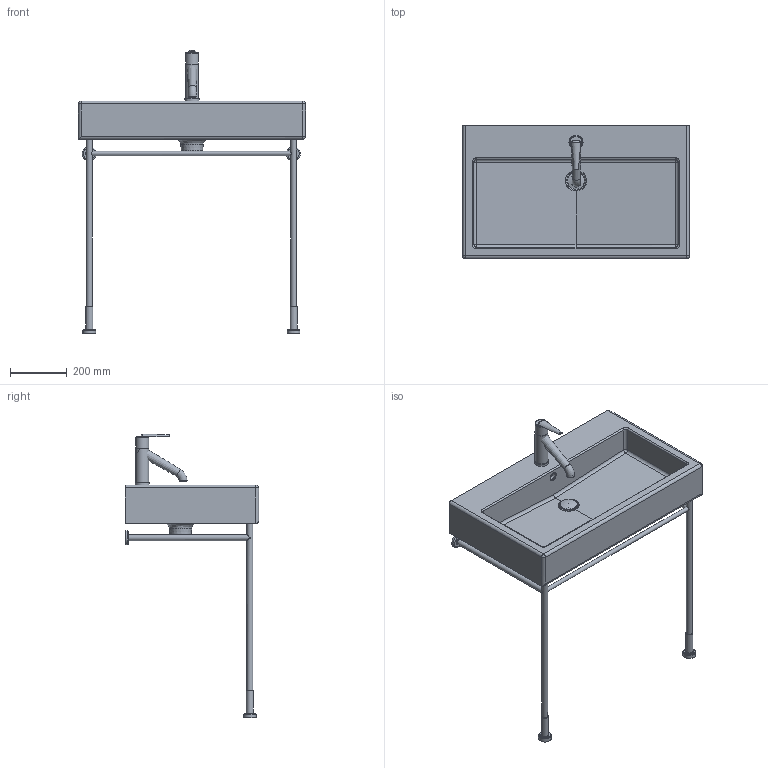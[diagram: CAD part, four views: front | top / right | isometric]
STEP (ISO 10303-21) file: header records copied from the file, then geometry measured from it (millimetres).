
FILE_DESCRIPTION((''),'2;1');
FILE_NAME('045480_0030661.stp','2008-11-19T17:23:41',('Huebner'),(''),'Autodesk Inventor 11','Autodesk Inventor 11','');
FILE_SCHEMA(('AUTOMOTIVE_DESIGN { 1 0 10303 214 1 1 1 1 }'));
Length unit declared in the file: millimetre
Products named in the file (10): 045480_0030661; Gestel715x720_Ableitung; 045480; Stopfen; Kelch; Hebel150vorlage; hebel1; Hebel1_150neu; Neoperl; Griff
Assembly tree (9 placements, depth 3):
  045480_0030661
    Gestel715x720_Ableitung
    045480
    Stopfen
    Kelch
    Hebel150vorlage
      hebel1
      Hebel1_150neu
      Neoperl
      Griff
Bounding box: 800 x 470 x 999.79 mm (x, y, z)
Volume: 21476457.5 mm3; surface area: 1692834.4 mm2
Topology: 8 solids, 8 shells, 156 faces, 345 edges, 210 vertices
Faces by surface type: cylinder 56, plane 56, bspline 16, torus 15, cone 10, sphere 3
Full cylindrical faces by diameter (mm): 15 x1, 16 x1, 20 x3, 21 x4, 25 x3, 35 x2, 42 x1, 44 x1, 45 x3, 46 x1, 50 x3, 52 x1, 60 x1
Entity records: 6347 total; most frequent: CARTESIAN_POINT 2916, DIRECTION 713, ORIENTED_EDGE 562, AXIS2_PLACEMENT_3D 302, EDGE_CURVE 281, EDGE_LOOP 226, VERTEX_POINT 199, FACE_OUTER_BOUND 156
